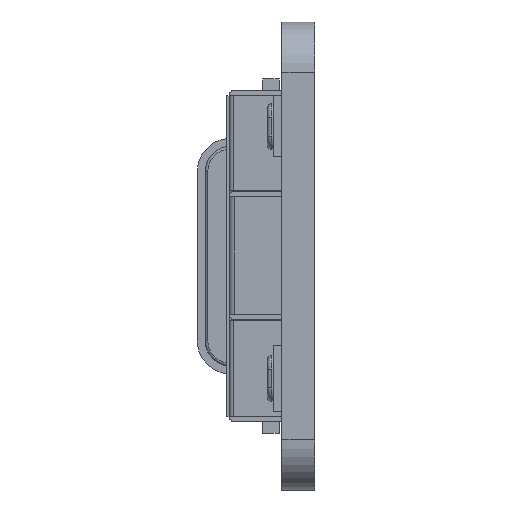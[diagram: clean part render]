
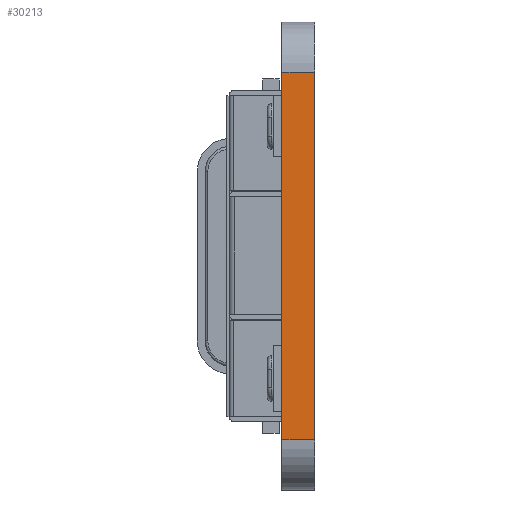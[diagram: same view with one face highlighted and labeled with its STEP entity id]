
A CAD part, left-side view. The second image highlights one B-rep face of the part: STEP entity #30213.
In plain terms, the highlighted planar face has unit normal (-1, 0, 0).
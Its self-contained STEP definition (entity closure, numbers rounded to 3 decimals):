
#2657=FACE_OUTER_BOUND('',#4374,.T.);
#4374=EDGE_LOOP('',(#22524,#22525,#22526,#22527));
#6461=LINE('',#43578,#9754);
#6515=LINE('',#43735,#9808);
#6785=LINE('',#44458,#10078);
#6786=LINE('',#44460,#10079);
#9754=VECTOR('',#36130,10.);
#9808=VECTOR('',#36236,10.);
#10078=VECTOR('',#36912,10.);
#10079=VECTOR('',#36915,10.);
#12902=VERTEX_POINT('',#43575);
#12903=VERTEX_POINT('',#43577);
#12979=VERTEX_POINT('',#43732);
#12980=VERTEX_POINT('',#43734);
#16231=EDGE_CURVE('',#12902,#12903,#6461,.T.);
#16310=EDGE_CURVE('',#12980,#12979,#6515,.T.);
#16675=EDGE_CURVE('',#12980,#12902,#6785,.T.);
#16676=EDGE_CURVE('',#12979,#12903,#6786,.T.);
#22524=ORIENTED_EDGE('',*,*,#16676,.T.);
#22525=ORIENTED_EDGE('',*,*,#16231,.F.);
#22526=ORIENTED_EDGE('',*,*,#16675,.F.);
#22527=ORIENTED_EDGE('',*,*,#16310,.T.);
#28647=PLANE('',#32650);
#30213=ADVANCED_FACE('',(#2657),#28647,.T.);
#32650=AXIS2_PLACEMENT_3D('',#44459,#36913,#36914);
#36130=DIRECTION('',(0.,0.,1.));
#36236=DIRECTION('',(0.,0.,1.));
#36912=DIRECTION('',(0.,1.,0.));
#36913=DIRECTION('center_axis',(-1.,0.,0.));
#36914=DIRECTION('ref_axis',(0.,0.,1.));
#36915=DIRECTION('',(0.,1.,0.));
#43575=CARTESIAN_POINT('',(-8.673,1.,-13.096));
#43577=CARTESIAN_POINT('',(-8.673,1.,0.874));
#43578=CARTESIAN_POINT('',(-8.673,1.,-13.096));
#43732=CARTESIAN_POINT('',(-8.673,-0.25,0.874));
#43734=CARTESIAN_POINT('',(-8.673,-0.25,-13.096));
#43735=CARTESIAN_POINT('',(-8.673,-0.25,-13.096));
#44458=CARTESIAN_POINT('',(-8.673,0.,-13.096));
#44459=CARTESIAN_POINT('Origin',(-8.673,0.,
-13.096));
#44460=CARTESIAN_POINT('',(-8.673,0.,0.874));
